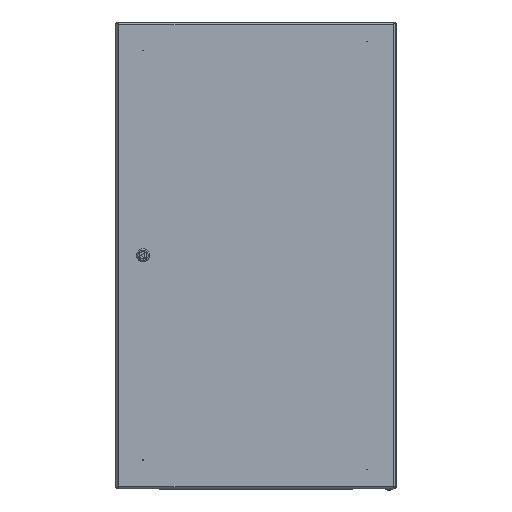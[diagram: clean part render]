
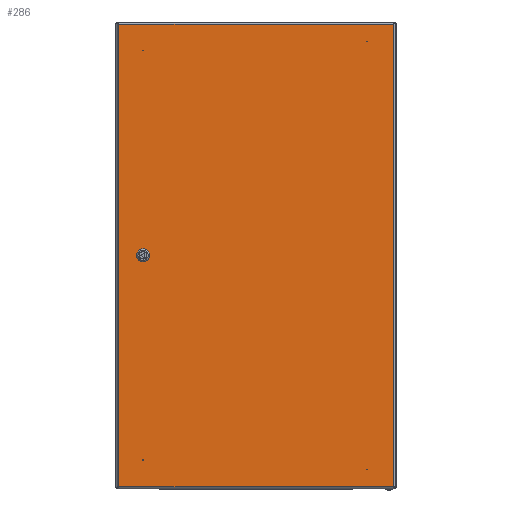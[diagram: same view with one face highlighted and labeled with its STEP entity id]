
A CAD part, top view. The second image highlights one B-rep face of the part: STEP entity #286.
In plain terms, the highlighted face is planar.
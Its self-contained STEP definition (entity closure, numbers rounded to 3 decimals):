
#286 = ADVANCED_FACE ( 'NONE', ( #35688, #71653 ), #8164, .F. ) ;
#316 = DIRECTION ( 'NONE',  ( 1., 0., 0. ) ) ;
#922 = DIRECTION ( 'NONE',  ( 1., 0., 0. ) ) ;
#977 = EDGE_CURVE ( 'NONE', #1987, #14463, #21410, .T. ) ;
#1046 = CIRCLE ( 'NONE', #43735, 11.25 ) ;
#1357 = DIRECTION ( 'NONE',  ( 0., -1., 0. ) ) ;
#1987 = VERTEX_POINT ( 'NONE', #39829 ) ;
#2111 = ORIENTED_EDGE ( 'NONE', *, *, #44852, .T. ) ;
#2151 = VERTEX_POINT ( 'NONE', #42102 ) ;
#4427 = VERTEX_POINT ( 'NONE', #22738 ) ;
#4602 = CARTESIAN_POINT ( 'NONE',  ( -294.4, 495.4, -1.4 ) ) ;
#5417 = CARTESIAN_POINT ( 'NONE',  ( 237.863, -10.25, -1.4 ) ) ;
#6860 = CARTESIAN_POINT ( 'NONE',  ( 237.863, 10.25, -1.4 ) ) ;
#7624 = CARTESIAN_POINT ( 'NONE',  ( 252.75, 4.637, -1.4 ) ) ;
#7744 = VERTEX_POINT ( 'NONE', #50972 ) ;
#8164 = PLANE ( 'NONE',  #20879 ) ;
#9899 = VECTOR ( 'NONE', #12261, 1000. ) ;
#10652 = EDGE_CURVE ( 'NONE', #4427, #60430, #21910, .T. ) ;
#12172 = EDGE_CURVE ( 'NONE', #36514, #32768, #63099, .T. ) ;
#12261 = DIRECTION ( 'NONE',  ( 1., 0., 0. ) ) ;
#13051 = DIRECTION ( 'NONE',  ( 0., 0., 1. ) ) ;
#14463 = VERTEX_POINT ( 'NONE', #4602 ) ;
#14494 = ORIENTED_EDGE ( 'NONE', *, *, #43643, .T. ) ;
#17048 = CARTESIAN_POINT ( 'NONE',  ( 247.137, 10.25, -1.4 ) ) ;
#19461 = DIRECTION ( 'NONE',  ( 0., 1., 0. ) ) ;
#19643 = CARTESIAN_POINT ( 'NONE',  ( 0., 0., -1.4 ) ) ;
#20879 = AXIS2_PLACEMENT_3D ( 'NONE', #19643, #59012, #922 ) ;
#21053 = CARTESIAN_POINT ( 'NONE',  ( 2492.5, 495.4, -1.4 ) ) ;
#21410 = LINE ( 'NONE', #21053, #69798 ) ;
#21910 = LINE ( 'NONE', #26510, #28181 ) ;
#22738 = CARTESIAN_POINT ( 'NONE',  ( 294.4, -495.4, -1.4 ) ) ;
#23124 = VECTOR ( 'NONE', #62102, 1000. ) ;
#24258 = CARTESIAN_POINT ( 'NONE',  ( -294.4, 2991., -1.4 ) ) ;
#25624 = DIRECTION ( 'NONE',  ( 1., 0., 0. ) ) ;
#26019 = ORIENTED_EDGE ( 'NONE', *, *, #31043, .T. ) ;
#26079 = CARTESIAN_POINT ( 'NONE',  ( -294.4, -495.4, -1.4 ) ) ;
#26510 = CARTESIAN_POINT ( 'NONE',  ( 2492.5, -495.4, -1.4 ) ) ;
#27291 = VECTOR ( 'NONE', #41065, 1000. ) ;
#27392 = ORIENTED_EDGE ( 'NONE', *, *, #64168, .T. ) ;
#28181 = VECTOR ( 'NONE', #45211, 1000. ) ;
#29707 = ORIENTED_EDGE ( 'NONE', *, *, #48044, .T. ) ;
#30386 = DIRECTION ( 'NONE',  ( 0., 0., 1. ) ) ;
#31043 = EDGE_CURVE ( 'NONE', #38180, #52203, #73676, .T. ) ;
#32142 = DIRECTION ( 'NONE',  ( -1., 0., 0. ) ) ;
#32338 = VERTEX_POINT ( 'NONE', #70504 ) ;
#32768 = VERTEX_POINT ( 'NONE', #62180 ) ;
#33103 = ORIENTED_EDGE ( 'NONE', *, *, #54365, .F. ) ;
#33582 = ORIENTED_EDGE ( 'NONE', *, *, #10652, .T. ) ;
#34633 = DIRECTION ( 'NONE',  ( -1., 0., 0. ) ) ;
#34778 = VERTEX_POINT ( 'NONE', #50544 ) ;
#35688 = FACE_OUTER_BOUND ( 'NONE', #68127, .T. ) ;
#36371 = ORIENTED_EDGE ( 'NONE', *, *, #75248, .T. ) ;
#36514 = VERTEX_POINT ( 'NONE', #5417 ) ;
#37537 = ORIENTED_EDGE ( 'NONE', *, *, #55104, .T. ) ;
#38180 = VERTEX_POINT ( 'NONE', #6860 ) ;
#38789 = CARTESIAN_POINT ( 'NONE',  ( 232.25, 4.637, -1.4 ) ) ;
#39829 = CARTESIAN_POINT ( 'NONE',  ( 294.4, 495.4, -1.4 ) ) ;
#41065 = DIRECTION ( 'NONE',  ( 0., -1., 0. ) ) ;
#41464 = LINE ( 'NONE', #59065, #70119 ) ;
#42102 = CARTESIAN_POINT ( 'NONE',  ( 247.137, 10.25, -1.4 ) ) ;
#42888 = AXIS2_PLACEMENT_3D ( 'NONE', #43296, #66643, #72022 ) ;
#43296 = CARTESIAN_POINT ( 'NONE',  ( 242.5, 0., -1.4 ) ) ;
#43643 = EDGE_CURVE ( 'NONE', #32338, #36514, #46557, .T. ) ;
#43735 = AXIS2_PLACEMENT_3D ( 'NONE', #75608, #69918, #316 ) ;
#43927 = VECTOR ( 'NONE', #19461, 1000. ) ;
#44852 = EDGE_CURVE ( 'NONE', #52203, #32338, #68246, .T. ) ;
#45143 = EDGE_LOOP ( 'NONE', ( #26019, #2111, #14494, #68000, #36371, #29707, #27392, #46820 ) ) ;
#45211 = DIRECTION ( 'NONE',  ( -1., 0., 0. ) ) ;
#46557 = CIRCLE ( 'NONE', #42888, 11.25 ) ;
#46820 = ORIENTED_EDGE ( 'NONE', *, *, #59931, .T. ) ;
#48044 = EDGE_CURVE ( 'NONE', #7744, #34778, #65719, .T. ) ;
#50544 = CARTESIAN_POINT ( 'NONE',  ( 252.75, 4.637, -1.4 ) ) ;
#50972 = CARTESIAN_POINT ( 'NONE',  ( 252.75, -4.637, -1.4 ) ) ;
#52203 = VERTEX_POINT ( 'NONE', #63048 ) ;
#53695 = DIRECTION ( 'NONE',  ( 1., 0., 0. ) ) ;
#53942 = CARTESIAN_POINT ( 'NONE',  ( 242.5, 0., -1.4 ) ) ;
#54365 = EDGE_CURVE ( 'NONE', #14463, #60430, #72054, .T. ) ;
#55104 = EDGE_CURVE ( 'NONE', #1987, #4427, #41464, .T. ) ;
#55602 = VECTOR ( 'NONE', #34633, 1000. ) ;
#59012 = DIRECTION ( 'NONE',  ( 0., 0., 1. ) ) ;
#59065 = CARTESIAN_POINT ( 'NONE',  ( 294.4, 2991., -1.4 ) ) ;
#59931 = EDGE_CURVE ( 'NONE', #2151, #38180, #69443, .T. ) ;
#60430 = VERTEX_POINT ( 'NONE', #26079 ) ;
#62102 = DIRECTION ( 'NONE',  ( 0., -1., 0. ) ) ;
#62180 = CARTESIAN_POINT ( 'NONE',  ( 247.137, -10.25, -1.4 ) ) ;
#63048 = CARTESIAN_POINT ( 'NONE',  ( 232.25, 4.637, -1.4 ) ) ;
#63099 = LINE ( 'NONE', #64618, #9899 ) ;
#64168 = EDGE_CURVE ( 'NONE', #34778, #2151, #1046, .T. ) ;
#64618 = CARTESIAN_POINT ( 'NONE',  ( 247.137, -10.25, -1.4 ) ) ;
#64939 = CIRCLE ( 'NONE', #69825, 11.25 ) ;
#65719 = LINE ( 'NONE', #7624, #43927 ) ;
#66643 = DIRECTION ( 'NONE',  ( 0., 0., 1. ) ) ;
#68000 = ORIENTED_EDGE ( 'NONE', *, *, #12172, .T. ) ;
#68127 = EDGE_LOOP ( 'NONE', ( #33103, #69702, #37537, #33582 ) ) ;
#68246 = LINE ( 'NONE', #38789, #23124 ) ;
#69443 = LINE ( 'NONE', #17048, #55602 ) ;
#69702 = ORIENTED_EDGE ( 'NONE', *, *, #977, .F. ) ;
#69798 = VECTOR ( 'NONE', #32142, 1000. ) ;
#69825 = AXIS2_PLACEMENT_3D ( 'NONE', #72064, #30386, #53695 ) ;
#69918 = DIRECTION ( 'NONE',  ( 0., 0., 1. ) ) ;
#70119 = VECTOR ( 'NONE', #1357, 1000. ) ;
#70504 = CARTESIAN_POINT ( 'NONE',  ( 232.25, -4.637, -1.4 ) ) ;
#71653 = FACE_BOUND ( 'NONE', #45143, .T. ) ;
#72022 = DIRECTION ( 'NONE',  ( 1., 0., 0. ) ) ;
#72054 = LINE ( 'NONE', #24258, #27291 ) ;
#72064 = CARTESIAN_POINT ( 'NONE',  ( 242.5, 0., -1.4 ) ) ;
#73676 = CIRCLE ( 'NONE', #74877, 11.25 ) ;
#74877 = AXIS2_PLACEMENT_3D ( 'NONE', #53942, #13051, #25624 ) ;
#75248 = EDGE_CURVE ( 'NONE', #32768, #7744, #64939, .T. ) ;
#75608 = CARTESIAN_POINT ( 'NONE',  ( 242.5, 0., -1.4 ) ) ;
